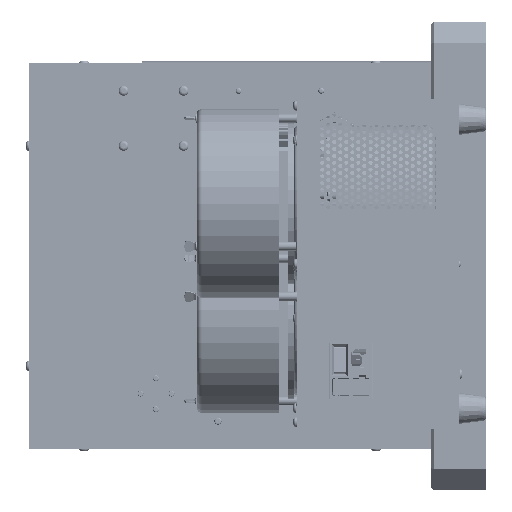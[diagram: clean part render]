
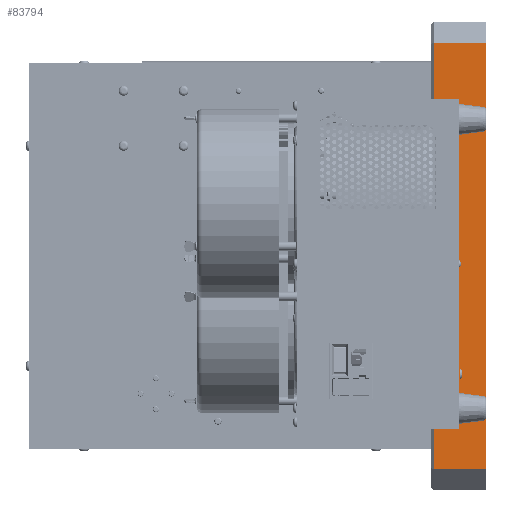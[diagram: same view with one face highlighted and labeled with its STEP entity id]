
A CAD part, left-side view. The second image highlights one B-rep face of the part: STEP entity #83794.
In plain terms, the highlighted planar face has unit normal (-1, 0, 0).
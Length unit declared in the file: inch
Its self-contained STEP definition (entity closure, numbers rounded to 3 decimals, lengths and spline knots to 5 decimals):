
#870 = CARTESIAN_POINT ( 'NONE',  ( 0., 0., 8.5 ) ) ;
#7868 = CARTESIAN_POINT ( 'NONE',  ( 0., 2., 7.75 ) ) ;
#8213 = DIRECTION ( 'NONE',  ( 0., -1., 0. ) ) ;
#29236 = CARTESIAN_POINT ( 'NONE',  ( 0., 2., 8.5 ) ) ;
#30781 = VERTEX_POINT ( 'NONE', #227116 ) ;
#46726 = EDGE_CURVE ( 'NONE', #107295, #265358, #86654, .T. ) ;
#55680 = DIRECTION ( 'NONE',  ( 0., 0., -1. ) ) ;
#75382 = ORIENTED_EDGE ( 'NONE', *, *, #99015, .T. ) ;
#81045 = PLANE ( 'NONE',  #195191 ) ;
#83794 = ADVANCED_FACE ( 'NONE', ( #159775 ), #81045, .F. ) ;
#86654 = LINE ( 'NONE', #91537, #217784 ) ;
#91537 = CARTESIAN_POINT ( 'NONE',  ( 0., 1.90625, 8.5 ) ) ;
#99015 = EDGE_CURVE ( 'NONE', #30781, #107295, #180234, .T. ) ;
#107295 = VERTEX_POINT ( 'NONE', #146458 ) ;
#117903 = DIRECTION ( 'NONE',  ( 0., 0., -1. ) ) ;
#132675 = VECTOR ( 'NONE', #237065, 39.37008 ) ;
#139871 = DIRECTION ( 'NONE',  ( 0., 1., 0. ) ) ;
#143987 = EDGE_LOOP ( 'NONE', ( #75382, #233798, #214116, #187819 ) ) ;
#146458 = CARTESIAN_POINT ( 'NONE',  ( 0., 1.90625, 7.75 ) ) ;
#159775 = FACE_OUTER_BOUND ( 'NONE', #143987, .T. ) ;
#165841 = VERTEX_POINT ( 'NONE', #184411 ) ;
#180234 = LINE ( 'NONE', #7868, #241721 ) ;
#184411 = CARTESIAN_POINT ( 'NONE',  ( 0., 0., -7.75 ) ) ;
#187819 = ORIENTED_EDGE ( 'NONE', *, *, #315375, .T. ) ;
#195191 = AXIS2_PLACEMENT_3D ( 'NONE', #29236, #212768, #55680 ) ;
#212768 = DIRECTION ( 'NONE',  ( 1., 0., 0. ) ) ;
#214116 = ORIENTED_EDGE ( 'NONE', *, *, #325723, .T. ) ;
#217784 = VECTOR ( 'NONE', #117903, 39.37008 ) ;
#224770 = LINE ( 'NONE', #243274, #294587 ) ;
#227116 = CARTESIAN_POINT ( 'NONE',  ( 0., 0., 7.75 ) ) ;
#233798 = ORIENTED_EDGE ( 'NONE', *, *, #46726, .T. ) ;
#237065 = DIRECTION ( 'NONE',  ( 0., 0., 1. ) ) ;
#241721 = VECTOR ( 'NONE', #139871, 39.37008 ) ;
#243274 = CARTESIAN_POINT ( 'NONE',  ( 0., 2., -7.75 ) ) ;
#253996 = CARTESIAN_POINT ( 'NONE',  ( 0., 1.90625, -7.75 ) ) ;
#265358 = VERTEX_POINT ( 'NONE', #253996 ) ;
#280345 = LINE ( 'NONE', #870, #132675 ) ;
#294587 = VECTOR ( 'NONE', #8213, 39.37008 ) ;
#315375 = EDGE_CURVE ( 'NONE', #165841, #30781, #280345, .T. ) ;
#325723 = EDGE_CURVE ( 'NONE', #265358, #165841, #224770, .T. ) ;
